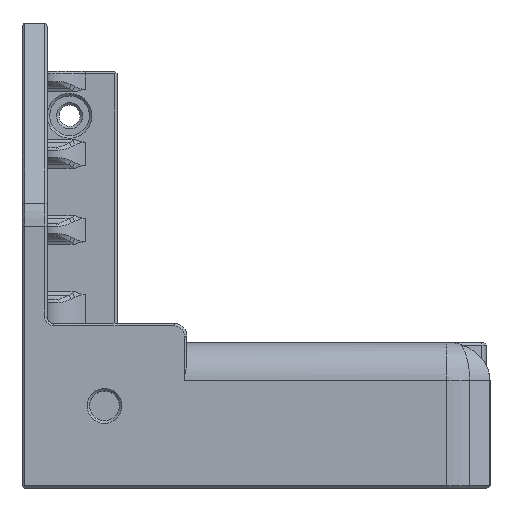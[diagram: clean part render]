
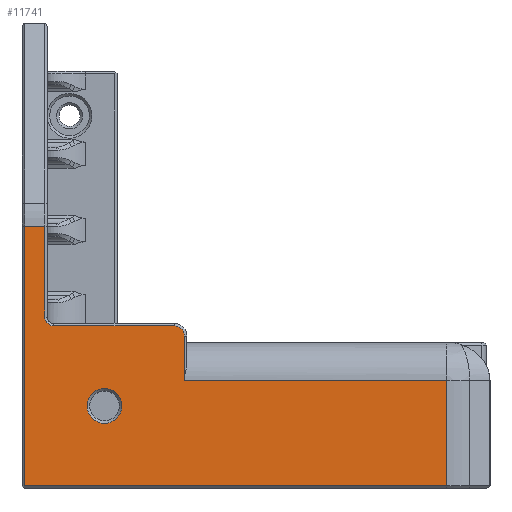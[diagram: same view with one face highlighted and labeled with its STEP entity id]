
A CAD part, top view. The second image highlights one B-rep face of the part: STEP entity #11741.
In plain terms, the highlighted planar face has unit normal (0, 0, 1).
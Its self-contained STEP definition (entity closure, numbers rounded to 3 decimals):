
#677=CIRCLE('',#12566,1.6);
#679=CIRCLE('',#12570,1.4);
#683=CIRCLE('',#12581,2.75);
#1035=FACE_BOUND('',#1825,.T.);
#1103=FACE_OUTER_BOUND('',#1824,.T.);
#1824=EDGE_LOOP('',(#8147,#8148,#8149,#8150,#8151,#8152,#8153,#8154,#8155,
#8156));
#1825=EDGE_LOOP('',(#8157));
#2693=LINE('',#17822,#3859);
#2697=LINE('',#17834,#3863);
#2700=LINE('',#17843,#3866);
#2712=LINE('',#17871,#3878);
#2713=LINE('',#17874,#3879);
#2714=LINE('',#17876,#3880);
#2715=LINE('',#17878,#3881);
#2716=LINE('',#17879,#3882);
#3859=VECTOR('',#13961,10.);
#3863=VECTOR('',#13973,10.);
#3866=VECTOR('',#13984,10.);
#3878=VECTOR('',#14010,10.);
#3879=VECTOR('',#14013,10.);
#3880=VECTOR('',#14014,10.);
#3881=VECTOR('',#14015,10.);
#3882=VECTOR('',#14016,10.);
#5133=VERTEX_POINT('',#17816);
#5135=VERTEX_POINT('',#17820);
#5136=VERTEX_POINT('',#17824);
#5139=VERTEX_POINT('',#17832);
#5140=VERTEX_POINT('',#17836);
#5141=VERTEX_POINT('',#17841);
#5150=VERTEX_POINT('',#17869);
#5151=VERTEX_POINT('',#17873);
#5152=VERTEX_POINT('',#17875);
#5153=VERTEX_POINT('',#17877);
#5154=VERTEX_POINT('',#17880);
#6269=EDGE_CURVE('',#5133,#5135,#2693,.T.);
#6271=EDGE_CURVE('',#5135,#5136,#677,.T.);
#6275=EDGE_CURVE('',#5136,#5139,#2697,.T.);
#6277=EDGE_CURVE('',#5139,#5140,#679,.T.);
#6280=EDGE_CURVE('',#5140,#5141,#2700,.T.);
#6294=EDGE_CURVE('',#5150,#5141,#2712,.T.);
#6295=EDGE_CURVE('',#5150,#5151,#2713,.T.);
#6296=EDGE_CURVE('',#5152,#5151,#2714,.T.);
#6297=EDGE_CURVE('',#5152,#5153,#2715,.T.);
#6298=EDGE_CURVE('',#5133,#5153,#2716,.T.);
#6299=EDGE_CURVE('',#5154,#5154,#683,.T.);
#8147=ORIENTED_EDGE('',*,*,#6280,.T.);
#8148=ORIENTED_EDGE('',*,*,#6294,.F.);
#8149=ORIENTED_EDGE('',*,*,#6295,.T.);
#8150=ORIENTED_EDGE('',*,*,#6296,.F.);
#8151=ORIENTED_EDGE('',*,*,#6297,.T.);
#8152=ORIENTED_EDGE('',*,*,#6298,.F.);
#8153=ORIENTED_EDGE('',*,*,#6269,.T.);
#8154=ORIENTED_EDGE('',*,*,#6271,.T.);
#8155=ORIENTED_EDGE('',*,*,#6275,.T.);
#8156=ORIENTED_EDGE('',*,*,#6277,.T.);
#8157=ORIENTED_EDGE('',*,*,#6299,.T.);
#11373=PLANE('',#12580);
#11741=ADVANCED_FACE('',(#1103,#1035),#11373,.T.);
#12566=AXIS2_PLACEMENT_3D('',#17827,#13965,#13966);
#12570=AXIS2_PLACEMENT_3D('',#17838,#13977,#13978);
#12580=AXIS2_PLACEMENT_3D('',#17872,#14011,#14012);
#12581=AXIS2_PLACEMENT_3D('',#17881,#14017,#14018);
#13961=DIRECTION('',(0.,1.,0.));
#13965=DIRECTION('center_axis',(0.,0.,
1.));
#13966=DIRECTION('ref_axis',(0.707,0.707,0.));
#13973=DIRECTION('',(-1.,0.,0.));
#13977=DIRECTION('center_axis',(0.,0.,
-1.));
#13978=DIRECTION('ref_axis',(-0.707,-0.707,0.));
#13984=DIRECTION('',(0.,1.,0.));
#14010=DIRECTION('',(1.,0.,0.));
#14011=DIRECTION('center_axis',(0.,0.,
1.));
#14012=DIRECTION('ref_axis',(-1.,0.,0.));
#14013=DIRECTION('',(0.,-1.,0.));
#14014=DIRECTION('',(-1.,0.,0.));
#14015=DIRECTION('',(0.,1.,0.));
#14016=DIRECTION('',(1.,0.,0.));
#14017=DIRECTION('center_axis',(0.,0.,
-1.));
#14018=DIRECTION('ref_axis',(-1.,0.,0.));
#17816=CARTESIAN_POINT('',(80.602,-98.,-1.2));
#17820=CARTESIAN_POINT('',(80.602,-91.,-1.2));
#17822=CARTESIAN_POINT('',(80.602,-82.75,-1.2));
#17824=CARTESIAN_POINT('',(79.002,-89.4,-1.2));
#17827=CARTESIAN_POINT('Origin',(79.002,-91.,-1.2));
#17832=CARTESIAN_POINT('',(60.002,-89.4,-1.2));
#17834=CARTESIAN_POINT('',(82.002,-89.4,-1.2));
#17836=CARTESIAN_POINT('',(58.602,-88.,-1.2));
#17838=CARTESIAN_POINT('Origin',(60.002,-88.,-1.2));
#17841=CARTESIAN_POINT('',(58.602,-73.68,-1.2));
#17843=CARTESIAN_POINT('',(58.602,-78.75,-1.2));
#17869=CARTESIAN_POINT('',(55.402,-73.68,-1.2));
#17871=CARTESIAN_POINT('',(69.002,-73.68,-1.2));
#17872=CARTESIAN_POINT('Origin',(83.002,-67.5,-1.2));
#17873=CARTESIAN_POINT('',(55.402,-114.6,-1.2));
#17874=CARTESIAN_POINT('',(55.402,-43.75,-1.2));
#17875=CARTESIAN_POINT('',(121.921,-114.6,-1.2));
#17876=CARTESIAN_POINT('',(162.402,-114.6,-1.2));
#17877=CARTESIAN_POINT('',(121.921,-98.,-1.2));
#17878=CARTESIAN_POINT('',(121.921,-91.25,-1.2));
#17879=CARTESIAN_POINT('',(78.32,-98.,-1.2));
#17880=CARTESIAN_POINT('',(70.752,-102.,-1.2));
#17881=CARTESIAN_POINT('Origin',(68.002,-102.,-1.2));
